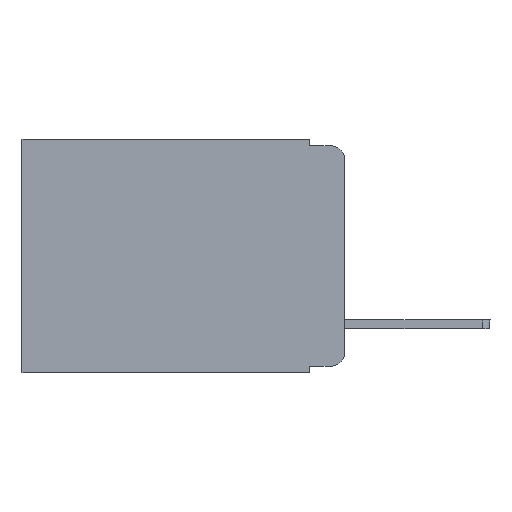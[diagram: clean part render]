
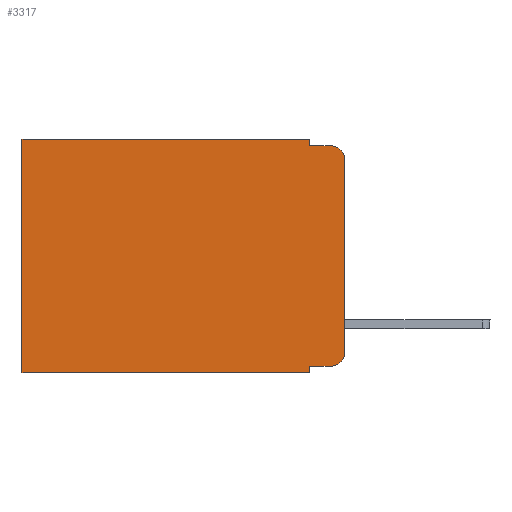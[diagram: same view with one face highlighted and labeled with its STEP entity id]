
A CAD part, left-side view. The second image highlights one B-rep face of the part: STEP entity #3317.
In plain terms, the highlighted planar face has unit normal (-1, 0, 0).
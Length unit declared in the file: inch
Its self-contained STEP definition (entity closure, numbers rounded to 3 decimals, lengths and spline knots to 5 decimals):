
#261 = CARTESIAN_POINT ( 'NONE',  ( 0.298, 0.051, 0. ) ) ;
#344 = CARTESIAN_POINT ( 'NONE',  ( 0.298, 0.051, 0. ) ) ;
#496 = DIRECTION ( 'NONE',  ( 0., -1., 0. ) ) ;
#758 = ORIENTED_EDGE ( 'NONE', *, *, #9675, .T. ) ;
#778 = ORIENTED_EDGE ( 'NONE', *, *, #9121, .F. ) ;
#853 = ORIENTED_EDGE ( 'NONE', *, *, #15500, .F. ) ;
#1032 = DIRECTION ( 'NONE',  ( 0., 0., -1. ) ) ;
#1323 = AXIS2_PLACEMENT_3D ( 'NONE', #5841, #12120, #1032 ) ;
#1622 = DIRECTION ( 'NONE',  ( -1., 0., 0. ) ) ;
#1757 = CARTESIAN_POINT ( 'NONE',  ( 0.298, 0.051, -0.01 ) ) ;
#1891 = CIRCLE ( 'NONE', #13949, 0.02 ) ;
#2180 = EDGE_CURVE ( 'NONE', #8190, #12489, #11440, .T. ) ;
#2389 = AXIS2_PLACEMENT_3D ( 'NONE', #7824, #6608, #7669 ) ;
#2547 = LINE ( 'NONE', #4894, #5493 ) ;
#2835 = VECTOR ( 'NONE', #10203, 39.37008 ) ;
#2971 = EDGE_CURVE ( 'NONE', #3458, #14315, #9651, .T. ) ;
#3317 = ADVANCED_FACE ( 'NONE', ( #11878 ), #10661, .F. ) ;
#3331 = ORIENTED_EDGE ( 'NONE', *, *, #10243, .F. ) ;
#3340 = CARTESIAN_POINT ( 'NONE',  ( 0.298, 0., -0.313 ) ) ;
#3345 = CARTESIAN_POINT ( 'NONE',  ( 0.298, 0.051, 0. ) ) ;
#3458 = VERTEX_POINT ( 'NONE', #10391 ) ;
#3544 = CARTESIAN_POINT ( 'NONE',  ( 0.298, 0., 0. ) ) ;
#3647 = CARTESIAN_POINT ( 'NONE',  ( 0.298, 0.473, 0. ) ) ;
#3996 = ORIENTED_EDGE ( 'NONE', *, *, #6635, .T. ) ;
#4096 = CARTESIAN_POINT ( 'NONE',  ( 0.298, 0.051, -0.333 ) ) ;
#4194 = CIRCLE ( 'NONE', #2389, 0.02 ) ;
#4714 = VECTOR ( 'NONE', #496, 39.37008 ) ;
#4894 = CARTESIAN_POINT ( 'NONE',  ( 0.298, 0., -0.343 ) ) ;
#5242 = CARTESIAN_POINT ( 'NONE',  ( 0.298, 0.02, -0.333 ) ) ;
#5248 = DIRECTION ( 'NONE',  ( 0., 0., -1. ) ) ;
#5493 = VECTOR ( 'NONE', #14766, 39.37008 ) ;
#5559 = EDGE_CURVE ( 'NONE', #7458, #11386, #11407, .T. ) ;
#5702 = ORIENTED_EDGE ( 'NONE', *, *, #2180, .F. ) ;
#5806 = CARTESIAN_POINT ( 'NONE',  ( 0.298, 0.473, 0. ) ) ;
#5841 = CARTESIAN_POINT ( 'NONE',  ( 0.298, 0., 0. ) ) ;
#6046 = DIRECTION ( 'NONE',  ( 0., 1., 0. ) ) ;
#6408 = CARTESIAN_POINT ( 'NONE',  ( 0.298, 0.051, -0.333 ) ) ;
#6429 = CARTESIAN_POINT ( 'NONE',  ( 0.298, 0.02, -0.03 ) ) ;
#6586 = LINE ( 'NONE', #9022, #4714 ) ;
#6608 = DIRECTION ( 'NONE',  ( -1., 0., 0. ) ) ;
#6635 = EDGE_CURVE ( 'NONE', #6664, #12103, #8394, .T. ) ;
#6647 = VERTEX_POINT ( 'NONE', #9753 ) ;
#6664 = VERTEX_POINT ( 'NONE', #3647 ) ;
#7254 = LINE ( 'NONE', #12168, #8852 ) ;
#7458 = VERTEX_POINT ( 'NONE', #4096 ) ;
#7656 = VECTOR ( 'NONE', #5248, 39.37008 ) ;
#7669 = DIRECTION ( 'NONE',  ( 0., 0., -1. ) ) ;
#7824 = CARTESIAN_POINT ( 'NONE',  ( 0.298, 0.02, -0.313 ) ) ;
#7891 = VECTOR ( 'NONE', #9626, 39.37008 ) ;
#8190 = VERTEX_POINT ( 'NONE', #3345 ) ;
#8200 = DIRECTION ( 'NONE',  ( 0., 0., -1. ) ) ;
#8394 = LINE ( 'NONE', #5806, #11579 ) ;
#8852 = VECTOR ( 'NONE', #6046, 39.37008 ) ;
#9022 = CARTESIAN_POINT ( 'NONE',  ( 0.298, 0.051, -0.01 ) ) ;
#9041 = VECTOR ( 'NONE', #8200, 39.37008 ) ;
#9121 = EDGE_CURVE ( 'NONE', #6647, #12103, #2547, .T. ) ;
#9495 = ORIENTED_EDGE ( 'NONE', *, *, #10134, .T. ) ;
#9626 = DIRECTION ( 'NONE',  ( 0., 0., -1. ) ) ;
#9651 = LINE ( 'NONE', #3544, #9041 ) ;
#9675 = EDGE_CURVE ( 'NONE', #11386, #14315, #4194, .T. ) ;
#9753 = CARTESIAN_POINT ( 'NONE',  ( 0.298, 0.051, -0.343 ) ) ;
#10134 = EDGE_CURVE ( 'NONE', #3458, #11492, #1891, .T. ) ;
#10203 = DIRECTION ( 'NONE',  ( 0., -1., 0. ) ) ;
#10224 = DIRECTION ( 'NONE',  ( 0., 0., -1. ) ) ;
#10243 = EDGE_CURVE ( 'NONE', #12489, #11492, #6586, .T. ) ;
#10381 = CARTESIAN_POINT ( 'NONE',  ( 0.298, 0.02, -0.01 ) ) ;
#10391 = CARTESIAN_POINT ( 'NONE',  ( 0.298, 0., -0.03 ) ) ;
#10661 = PLANE ( 'NONE',  #1323 ) ;
#11190 = ORIENTED_EDGE ( 'NONE', *, *, #5559, .T. ) ;
#11350 = LINE ( 'NONE', #344, #7891 ) ;
#11359 = EDGE_CURVE ( 'NONE', #8190, #6664, #7254, .T. ) ;
#11386 = VERTEX_POINT ( 'NONE', #5242 ) ;
#11407 = LINE ( 'NONE', #6408, #2835 ) ;
#11440 = LINE ( 'NONE', #261, #7656 ) ;
#11492 = VERTEX_POINT ( 'NONE', #10381 ) ;
#11579 = VECTOR ( 'NONE', #13285, 39.37008 ) ;
#11878 = FACE_OUTER_BOUND ( 'NONE', #12625, .T. ) ;
#11889 = CARTESIAN_POINT ( 'NONE',  ( 0.298, 0.473, -0.343 ) ) ;
#12103 = VERTEX_POINT ( 'NONE', #11889 ) ;
#12120 = DIRECTION ( 'NONE',  ( 1., 0., 0. ) ) ;
#12168 = CARTESIAN_POINT ( 'NONE',  ( 0.298, 0., 0. ) ) ;
#12169 = ORIENTED_EDGE ( 'NONE', *, *, #11359, .T. ) ;
#12489 = VERTEX_POINT ( 'NONE', #1757 ) ;
#12625 = EDGE_LOOP ( 'NONE', ( #15592, #9495, #3331, #5702, #12169, #3996, #778, #853, #11190, #758 ) ) ;
#13285 = DIRECTION ( 'NONE',  ( 0., 0., -1. ) ) ;
#13949 = AXIS2_PLACEMENT_3D ( 'NONE', #6429, #1622, #10224 ) ;
#14315 = VERTEX_POINT ( 'NONE', #3340 ) ;
#14766 = DIRECTION ( 'NONE',  ( 0., 1., 0. ) ) ;
#15500 = EDGE_CURVE ( 'NONE', #7458, #6647, #11350, .T. ) ;
#15592 = ORIENTED_EDGE ( 'NONE', *, *, #2971, .F. ) ;
